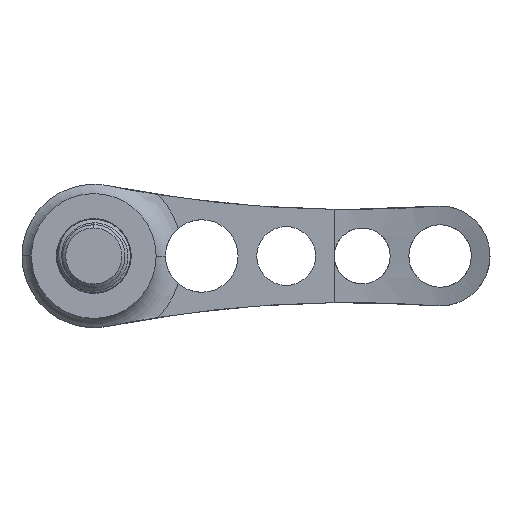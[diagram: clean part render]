
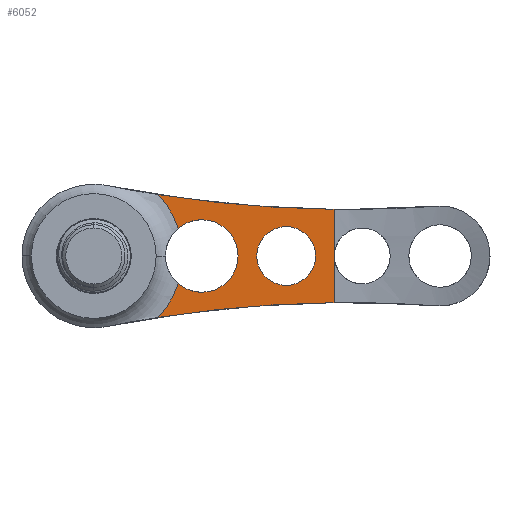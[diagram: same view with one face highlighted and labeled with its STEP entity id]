
A CAD part, left-side view. The second image highlights one B-rep face of the part: STEP entity #6052.
In plain terms, the highlighted face is planar.
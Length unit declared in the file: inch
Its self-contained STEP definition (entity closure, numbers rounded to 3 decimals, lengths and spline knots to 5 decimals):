
#21 = VERTEX_POINT ( 'NONE', #4812 ) ;
#22 = EDGE_CURVE ( 'NONE', #6165, #3392, #261, .T. ) ;
#41 = VERTEX_POINT ( 'NONE', #9509 ) ;
#62 = CIRCLE ( 'NONE', #5263, 7.73513 ) ;
#117 = ORIENTED_EDGE ( 'NONE', *, *, #393, .T. ) ;
#118 = CARTESIAN_POINT ( 'NONE',  ( -0.17424, 1.65176, 0.19685 ) ) ;
#261 = CIRCLE ( 'NONE', #8293, 0.56102 ) ;
#273 = DIRECTION ( 'NONE',  ( 0., 0., -1. ) ) ;
#349 = CIRCLE ( 'NONE', #3936, 0.18539 ) ;
#393 = EDGE_CURVE ( 'NONE', #3392, #41, #62, .T. ) ;
#748 = VERTEX_POINT ( 'NONE', #4333 ) ;
#865 = VERTEX_POINT ( 'NONE', #5340 ) ;
#916 = FACE_OUTER_BOUND ( 'NONE', #2199, .T. ) ;
#1026 = CIRCLE ( 'NONE', #2790, 0.22877 ) ;
#1176 = CARTESIAN_POINT ( 'NONE',  ( 0., 0.97124, 0.19685 ) ) ;
#1194 = DIRECTION ( 'NONE',  ( 0., -1., 0. ) ) ;
#1224 = AXIS2_PLACEMENT_3D ( 'NONE', #5445, #6983, #4025 ) ;
#1281 = CARTESIAN_POINT ( 'NONE',  ( 0., 0.97124, 0.19685 ) ) ;
#1354 = CARTESIAN_POINT ( 'NONE',  ( -0.38746, 1.7793, 0.19685 ) ) ;
#1620 = CIRCLE ( 'NONE', #3347, 0.18539 ) ;
#1688 = CARTESIAN_POINT ( 'NONE',  ( -0.22877, 1.50351, 0.19685 ) ) ;
#1709 = PLANE ( 'NONE',  #2314 ) ;
#1894 = CIRCLE ( 'NONE', #2205, 0.56102 ) ;
#2199 = EDGE_LOOP ( 'NONE', ( #7241, #6441, #8766, #6436, #4187, #117, #7217, #5517 ) ) ;
#2205 = AXIS2_PLACEMENT_3D ( 'NONE', #7944, #3411, #1194 ) ;
#2314 = AXIS2_PLACEMENT_3D ( 'NONE', #7711, #6972, #3282 ) ;
#2339 = CARTESIAN_POINT ( 'NONE',  ( -8.02913, 0.58051, 0.19685 ) ) ;
#2726 = DIRECTION ( 'NONE',  ( 0., -1., 0. ) ) ;
#2790 = AXIS2_PLACEMENT_3D ( 'NONE', #7906, #7958, #4211 ) ;
#2888 = EDGE_CURVE ( 'NONE', #21, #7270, #1620, .T. ) ;
#2890 = EDGE_CURVE ( 'NONE', #865, #748, #8863, .T. ) ;
#2947 = EDGE_CURVE ( 'NONE', #7270, #21, #349, .T. ) ;
#3282 = DIRECTION ( 'NONE',  ( 0., -1., 0. ) ) ;
#3347 = AXIS2_PLACEMENT_3D ( 'NONE', #1281, #6451, #9469 ) ;
#3392 = VERTEX_POINT ( 'NONE', #1354 ) ;
#3397 = EDGE_CURVE ( 'NONE', #7846, #6165, #1026, .T. ) ;
#3411 = DIRECTION ( 'NONE',  ( 0., 0., -1. ) ) ;
#3636 = DIRECTION ( 'NONE',  ( 0., -1., 0. ) ) ;
#3728 = CIRCLE ( 'NONE', #9726, 0.22877 ) ;
#3936 = AXIS2_PLACEMENT_3D ( 'NONE', #1176, #4182, #7183 ) ;
#4025 = DIRECTION ( 'NONE',  ( 0., -1., 0. ) ) ;
#4070 = DIRECTION ( 'NONE',  ( 0., 0., -1. ) ) ;
#4182 = DIRECTION ( 'NONE',  ( 0., 0., -1. ) ) ;
#4187 = ORIENTED_EDGE ( 'NONE', *, *, #22, .T. ) ;
#4211 = DIRECTION ( 'NONE',  ( 0., -1., 0. ) ) ;
#4333 = CARTESIAN_POINT ( 'NONE',  ( 0.22877, 1.50351, 0.19685 ) ) ;
#4513 = VECTOR ( 'NONE', #6788, 39.37008 ) ;
#4597 = AXIS2_PLACEMENT_3D ( 'NONE', #5073, #8716, #2726 ) ;
#4762 = CARTESIAN_POINT ( 'NONE',  ( 0., 1.50351, 0.19685 ) ) ;
#4812 = CARTESIAN_POINT ( 'NONE',  ( -0.18539, 0.97124, 0.19685 ) ) ;
#5073 = CARTESIAN_POINT ( 'NONE',  ( 0., 1.50351, 0.19685 ) ) ;
#5208 = CARTESIAN_POINT ( 'NONE',  ( 1.5, 0.66929, 0.19685 ) ) ;
#5263 = AXIS2_PLACEMENT_3D ( 'NONE', #2339, #9778, #9687 ) ;
#5340 = CARTESIAN_POINT ( 'NONE',  ( 0.17424, 1.65176, 0.19685 ) ) ;
#5423 = EDGE_CURVE ( 'NONE', #8039, #8011, #5935, .T. ) ;
#5445 = CARTESIAN_POINT ( 'NONE',  ( 8.02913, 0.58051, 0.19685 ) ) ;
#5486 = EDGE_CURVE ( 'NONE', #748, #7846, #3728, .T. ) ;
#5517 = ORIENTED_EDGE ( 'NONE', *, *, #5423, .F. ) ;
#5825 = CARTESIAN_POINT ( 'NONE',  ( 0.29451, 0.66929, 0.19685 ) ) ;
#5834 = EDGE_CURVE ( 'NONE', #8011, #41, #9002, .T. ) ;
#5935 = CIRCLE ( 'NONE', #1224, 7.73513 ) ;
#6052 = ADVANCED_FACE ( 'NONE', ( #6234, #916 ), #1709, .T. ) ;
#6165 = VERTEX_POINT ( 'NONE', #118 ) ;
#6234 = FACE_BOUND ( 'NONE', #7288, .T. ) ;
#6436 = ORIENTED_EDGE ( 'NONE', *, *, #3397, .T. ) ;
#6441 = ORIENTED_EDGE ( 'NONE', *, *, #2890, .T. ) ;
#6451 = DIRECTION ( 'NONE',  ( 0., 0., -1. ) ) ;
#6788 = DIRECTION ( 'NONE',  ( -1., 0., 0. ) ) ;
#6972 = DIRECTION ( 'NONE',  ( 0., 0., 1. ) ) ;
#6983 = DIRECTION ( 'NONE',  ( 0., 0., 1. ) ) ;
#7183 = DIRECTION ( 'NONE',  ( 0., -1., 0. ) ) ;
#7217 = ORIENTED_EDGE ( 'NONE', *, *, #5834, .F. ) ;
#7241 = ORIENTED_EDGE ( 'NONE', *, *, #8100, .T. ) ;
#7270 = VERTEX_POINT ( 'NONE', #9333 ) ;
#7288 = EDGE_LOOP ( 'NONE', ( #7792, #8687 ) ) ;
#7711 = CARTESIAN_POINT ( 'NONE',  ( 1.5, 2.95276, 0.19685 ) ) ;
#7792 = ORIENTED_EDGE ( 'NONE', *, *, #2888, .T. ) ;
#7809 = CARTESIAN_POINT ( 'NONE',  ( 0., 2.18504, 0.19685 ) ) ;
#7817 = DIRECTION ( 'NONE',  ( 0., -1., 0. ) ) ;
#7846 = VERTEX_POINT ( 'NONE', #1688 ) ;
#7906 = CARTESIAN_POINT ( 'NONE',  ( 0., 1.50351, 0.19685 ) ) ;
#7944 = CARTESIAN_POINT ( 'NONE',  ( 0., 2.18504, 0.19685 ) ) ;
#7958 = DIRECTION ( 'NONE',  ( 0., 0., -1. ) ) ;
#8000 = CARTESIAN_POINT ( 'NONE',  ( 0.38746, 1.7793, 0.19685 ) ) ;
#8011 = VERTEX_POINT ( 'NONE', #5825 ) ;
#8039 = VERTEX_POINT ( 'NONE', #8000 ) ;
#8100 = EDGE_CURVE ( 'NONE', #8039, #865, #1894, .T. ) ;
#8293 = AXIS2_PLACEMENT_3D ( 'NONE', #7809, #4070, #3636 ) ;
#8687 = ORIENTED_EDGE ( 'NONE', *, *, #2947, .T. ) ;
#8716 = DIRECTION ( 'NONE',  ( 0., 0., -1. ) ) ;
#8766 = ORIENTED_EDGE ( 'NONE', *, *, #5486, .T. ) ;
#8863 = CIRCLE ( 'NONE', #4597, 0.22877 ) ;
#9002 = LINE ( 'NONE', #5208, #4513 ) ;
#9333 = CARTESIAN_POINT ( 'NONE',  ( 0.18539, 0.97124, 0.19685 ) ) ;
#9469 = DIRECTION ( 'NONE',  ( 0., -1., 0. ) ) ;
#9509 = CARTESIAN_POINT ( 'NONE',  ( -0.29451, 0.66929, 0.19685 ) ) ;
#9687 = DIRECTION ( 'NONE',  ( 0., -1., 0. ) ) ;
#9726 = AXIS2_PLACEMENT_3D ( 'NONE', #4762, #273, #7817 ) ;
#9778 = DIRECTION ( 'NONE',  ( 0., 0., -1. ) ) ;
